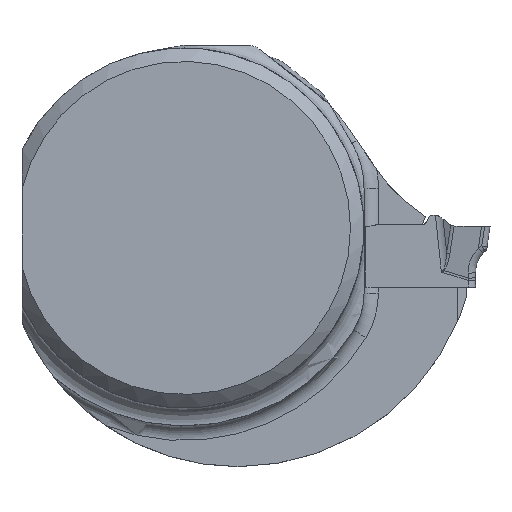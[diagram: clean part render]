
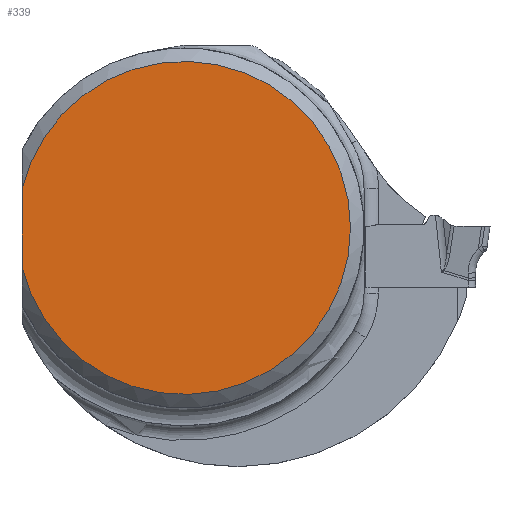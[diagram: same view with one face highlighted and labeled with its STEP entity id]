
A CAD part, top view. The second image highlights one B-rep face of the part: STEP entity #339.
In plain terms, the highlighted planar face has unit normal (0, 0, 1).
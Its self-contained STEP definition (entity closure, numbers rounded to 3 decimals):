
#218=PLANE('',#2627);
#279=CIRCLE('',#2626,9.25);
#339=ADVANCED_FACE('',(#504),#218,.F.);
#504=FACE_OUTER_BOUND('',#642,.T.);
#642=EDGE_LOOP('',(#1175,#1176));
#802=LINE('',#3590,#969);
#969=VECTOR('',#2880,1.);
#1175=ORIENTED_EDGE('',*,*,#2128,.F.);
#1176=ORIENTED_EDGE('',*,*,#2129,.T.);
#1897=VERTEX_POINT('',#3591);
#1898=VERTEX_POINT('',#3592);
#2128=EDGE_CURVE('',#1897,#1898,#802,.T.);
#2129=EDGE_CURVE('',#1897,#1898,#279,.T.);
#2626=AXIS2_PLACEMENT_3D('',#3593,#2881,#2882);
#2627=AXIS2_PLACEMENT_3D('',#3594,#2883,#2884);
#2880=DIRECTION('',(0.,1.,0.));
#2881=DIRECTION('',(0.,0.,1.));
#2882=DIRECTION('',(1.,0.,0.));
#2883=DIRECTION('',(0.,0.,-1.));
#2884=DIRECTION('',(1.,0.,0.));
#3590=CARTESIAN_POINT('',(-9.,0.,0.3));
#3591=CARTESIAN_POINT('',(-9.,-2.136,0.3));
#3592=CARTESIAN_POINT('',(-9.,2.136,0.3));
#3593=CARTESIAN_POINT('',(0.,0.,0.3));
#3594=CARTESIAN_POINT('',(0.,0.,0.3));
